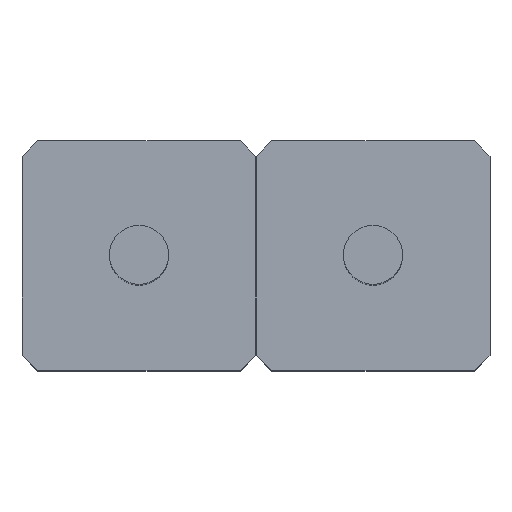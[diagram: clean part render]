
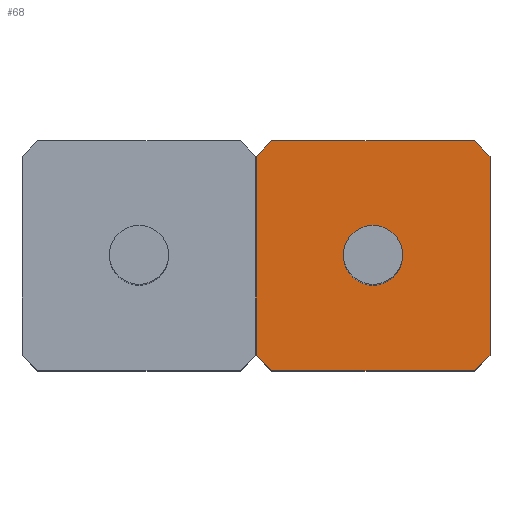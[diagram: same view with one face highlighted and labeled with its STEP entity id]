
A CAD part, top view. The second image highlights one B-rep face of the part: STEP entity #68.
In plain terms, the highlighted planar face has unit normal (0, 0, 1).
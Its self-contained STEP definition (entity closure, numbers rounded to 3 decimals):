
#68=ADVANCED_FACE('',(#392,#394),#396,.T.);
#392=FACE_BOUND('',#393,.T.);
#393=EDGE_LOOP('',(#660,#661,#662,#663,#664,#665,#666,#667));
#394=FACE_BOUND('',#395,.T.);
#395=EDGE_LOOP('',(#668));
#396=PLANE('',#397);
#397=AXIS2_PLACEMENT_3D('',#398,#399,#400);
#398=CARTESIAN_POINT('',(2.541,0.,2.5));
#399=DIRECTION('',(0.,0.,1.));
#400=DIRECTION('',(1.,0.,0.));
#660=ORIENTED_EDGE('',*,*,#804,.T.);
#661=ORIENTED_EDGE('',*,*,#805,.T.);
#662=ORIENTED_EDGE('',*,*,#806,.T.);
#663=ORIENTED_EDGE('',*,*,#807,.T.);
#664=ORIENTED_EDGE('',*,*,#808,.T.);
#665=ORIENTED_EDGE('',*,*,#809,.T.);
#666=ORIENTED_EDGE('',*,*,#810,.T.);
#667=ORIENTED_EDGE('',*,*,#811,.T.);
#668=ORIENTED_EDGE('',*,*,#812,.F.);
#804=EDGE_CURVE('',#876,#877,#878,.T.);
#805=EDGE_CURVE('',#877,#879,#880,.T.);
#806=EDGE_CURVE('',#879,#881,#882,.T.);
#807=EDGE_CURVE('',#881,#883,#884,.T.);
#808=EDGE_CURVE('',#883,#885,#886,.T.);
#809=EDGE_CURVE('',#885,#887,#888,.T.);
#810=EDGE_CURVE('',#887,#889,#890,.T.);
#811=EDGE_CURVE('',#889,#876,#891,.T.);
#812=EDGE_CURVE('',#892,#892,#893,.T.);
#876=VERTEX_POINT('',#996);
#877=VERTEX_POINT('',#997);
#878=LINE('',#998,#999);
#879=VERTEX_POINT('',#1001);
#880=LINE('',#1002,#1003);
#881=VERTEX_POINT('',#1005);
#882=LINE('',#1006,#1007);
#883=VERTEX_POINT('',#1009);
#884=LINE('',#1010,#1011);
#885=VERTEX_POINT('',#1013);
#886=LINE('',#1014,#1015);
#887=VERTEX_POINT('',#1017);
#888=LINE('',#1018,#1019);
#889=VERTEX_POINT('',#1021);
#890=LINE('',#1022,#1023);
#891=LINE('',#1025,#1026);
#892=VERTEX_POINT('',#1028);
#893=CIRCLE('',#1029,0.32);
#996=CARTESIAN_POINT('',(3.641,1.25,2.5));
#997=CARTESIAN_POINT('',(1.441,1.25,2.5));
#998=CARTESIAN_POINT('',(3.641,1.25,2.5));
#999=VECTOR('',#1000,1.);
#1000=DIRECTION('',(-1.,0.,0.));
#1001=CARTESIAN_POINT('',(1.271,1.08,2.5));
#1002=CARTESIAN_POINT('',(1.441,1.25,2.5));
#1003=VECTOR('',#1004,1.);
#1004=DIRECTION('',(-0.707,-0.707,0.));
#1005=CARTESIAN_POINT('',(1.271,-1.08,2.5));
#1006=CARTESIAN_POINT('',(1.271,1.08,2.5));
#1007=VECTOR('',#1008,1.);
#1008=DIRECTION('',(0.,-1.,0.));
#1009=CARTESIAN_POINT('',(1.441,-1.25,2.5));
#1010=CARTESIAN_POINT('',(1.271,-1.08,2.5));
#1011=VECTOR('',#1012,1.);
#1012=DIRECTION('',(0.707,-0.707,0.));
#1013=CARTESIAN_POINT('',(3.641,-1.25,2.5));
#1014=CARTESIAN_POINT('',(1.441,-1.25,2.5));
#1015=VECTOR('',#1016,1.);
#1016=DIRECTION('',(1.,0.,0.));
#1017=CARTESIAN_POINT('',(3.811,-1.08,2.5));
#1018=CARTESIAN_POINT('',(3.641,-1.25,2.5));
#1019=VECTOR('',#1020,1.);
#1020=DIRECTION('',(0.707,0.707,0.));
#1021=CARTESIAN_POINT('',(3.811,1.08,2.5));
#1022=CARTESIAN_POINT('',(3.811,-1.08,2.5));
#1023=VECTOR('',#1024,1.);
#1024=DIRECTION('',(0.,1.,0.));
#1025=CARTESIAN_POINT('',(3.811,1.08,2.5));
#1026=VECTOR('',#1027,1.);
#1027=DIRECTION('',(-0.707,0.707,0.));
#1028=CARTESIAN_POINT('',(2.861,0.,2.5));
#1029=AXIS2_PLACEMENT_3D('',#1030,#1031,#1032);
#1030=CARTESIAN_POINT('',(2.541,0.,2.5));
#1031=DIRECTION('',(0.,0.,1.));
#1032=DIRECTION('',(1.,0.,0.));
